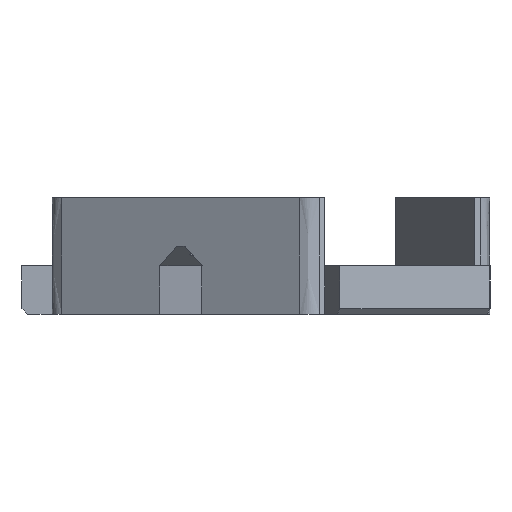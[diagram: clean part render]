
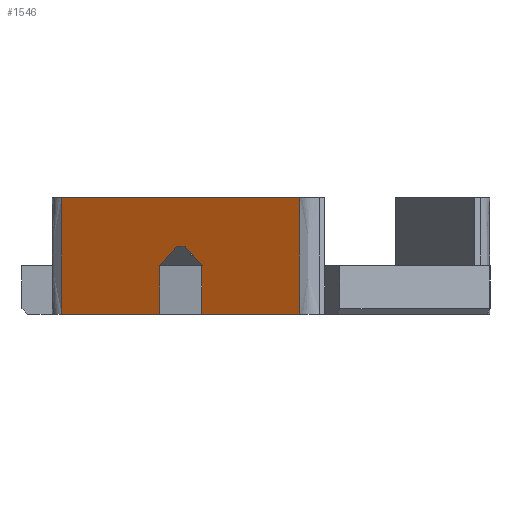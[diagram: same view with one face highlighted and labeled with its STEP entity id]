
A CAD part, left-side view. The second image highlights one B-rep face of the part: STEP entity #1546.
In plain terms, the highlighted planar face has unit normal (-0.866, 0.5, 0).
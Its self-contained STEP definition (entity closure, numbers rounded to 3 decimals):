
#45=B_SPLINE_CURVE_WITH_KNOTS('',3,(#2454,#2455,#2456,#2457),
 .UNSPECIFIED.,.F.,.F.,(4,4),(-0.7,0.5),.UNSPECIFIED.);
#46=B_SPLINE_CURVE_WITH_KNOTS('',3,(#2460,#2461,#2462,#2463),
 .UNSPECIFIED.,.F.,.F.,(4,4),(-0.5,0.7),.UNSPECIFIED.);
#147=FACE_OUTER_BOUND('',#234,.T.);
#234=EDGE_LOOP('',(#1229,#1230,#1231,#1232,#1233,#1234,#1235,#1236,#1237,
#1238));
#335=LINE('',#2267,#502);
#353=LINE('',#2351,#520);
#379=LINE('',#2412,#546);
#386=LINE('',#2426,#553);
#388=LINE('',#2434,#555);
#392=LINE('',#2441,#559);
#396=LINE('',#2448,#563);
#398=LINE('',#2459,#565);
#502=VECTOR('',#1867,10.);
#520=VECTOR('',#1885,10.);
#546=VECTOR('',#1925,10.);
#553=VECTOR('',#1938,10.);
#555=VECTOR('',#1944,10.);
#559=VECTOR('',#1952,10.);
#563=VECTOR('',#1958,10.);
#565=VECTOR('',#1966,10.);
#669=VERTEX_POINT('',#2264);
#670=VERTEX_POINT('',#2266);
#693=VERTEX_POINT('',#2342);
#694=VERTEX_POINT('',#2350);
#721=VERTEX_POINT('',#2409);
#722=VERTEX_POINT('',#2411);
#729=VERTEX_POINT('',#2431);
#730=VERTEX_POINT('',#2433);
#734=VERTEX_POINT('',#2453);
#735=VERTEX_POINT('',#2458);
#841=EDGE_CURVE('',#669,#670,#335,.T.);
#865=EDGE_CURVE('',#693,#694,#353,.T.);
#896=EDGE_CURVE('',#721,#722,#379,.T.);
#904=EDGE_CURVE('',#721,#694,#386,.T.);
#907=EDGE_CURVE('',#729,#730,#388,.T.);
#912=EDGE_CURVE('',#669,#730,#392,.T.);
#916=EDGE_CURVE('',#729,#722,#396,.T.);
#919=EDGE_CURVE('',#734,#693,#45,.T.);
#920=EDGE_CURVE('',#735,#734,#398,.T.);
#921=EDGE_CURVE('',#670,#735,#46,.T.);
#1229=ORIENTED_EDGE('',*,*,#912,.T.);
#1230=ORIENTED_EDGE('',*,*,#907,.F.);
#1231=ORIENTED_EDGE('',*,*,#916,.T.);
#1232=ORIENTED_EDGE('',*,*,#896,.F.);
#1233=ORIENTED_EDGE('',*,*,#904,.T.);
#1234=ORIENTED_EDGE('',*,*,#865,.F.);
#1235=ORIENTED_EDGE('',*,*,#919,.F.);
#1236=ORIENTED_EDGE('',*,*,#920,.F.);
#1237=ORIENTED_EDGE('',*,*,#921,.F.);
#1238=ORIENTED_EDGE('',*,*,#841,.F.);
#1478=PLANE('',#1672);
#1546=ADVANCED_FACE('',(#147),#1478,.T.);
#1672=AXIS2_PLACEMENT_3D('',#2452,#1964,#1965);
#1867=DIRECTION('',(0.5,0.866,0.));
#1885=DIRECTION('',(0.5,0.866,0.));
#1925=DIRECTION('',(0.354,0.612,0.707));
#1938=DIRECTION('',(0.,0.,-1.));
#1944=DIRECTION('',(0.354,0.612,-0.707));
#1952=DIRECTION('',(0.,0.,1.));
#1958=DIRECTION('',(-0.5,-0.866,0.));
#1964=DIRECTION('center_axis',(-0.866,0.5,0.));
#1965=DIRECTION('ref_axis',(0.5,0.866,0.));
#1966=DIRECTION('',(-0.5,-0.866,0.));
#2264=CARTESIAN_POINT('',(-1197.811,17.789,-5.));
#2266=CARTESIAN_POINT('',(-1191.998,27.856,-5.));
#2267=CARTESIAN_POINT('',(-1206.701,2.391,-5.));
#2342=CARTESIAN_POINT('',(-1206.123,3.391,-5.));
#2350=CARTESIAN_POINT('',(-1200.311,13.459,-5.));
#2351=CARTESIAN_POINT('',(-1206.701,2.391,-5.));
#2409=CARTESIAN_POINT('',(-1200.311,13.459,0.));
#2411=CARTESIAN_POINT('',(-1199.311,15.191,2.));
#2412=CARTESIAN_POINT('',(-1201.658,11.125,-2.695));
#2426=CARTESIAN_POINT('',(-1200.311,13.459,1.));
#2431=CARTESIAN_POINT('',(-1198.811,16.057,2.));
#2433=CARTESIAN_POINT('',(-1197.811,17.789,0.));
#2434=CARTESIAN_POINT('',(-1200.283,13.506,4.945));
#2441=CARTESIAN_POINT('',(-1197.811,17.789,-2.5));
#2448=CARTESIAN_POINT('',(-1202.256,10.09,2.));
#2452=CARTESIAN_POINT('Origin',(-1206.701,2.391,0.));
#2453=CARTESIAN_POINT('',(-1206.123,3.391,7.));
#2454=CARTESIAN_POINT('Ctrl Pts',(-1206.123,3.391,7.));
#2455=CARTESIAN_POINT('Ctrl Pts',(-1206.123,3.391,3.));
#2456=CARTESIAN_POINT('Ctrl Pts',(-1206.123,3.391,-1.));
#2457=CARTESIAN_POINT('Ctrl Pts',(-1206.123,3.391,-5.));
#2458=CARTESIAN_POINT('',(-1191.998,27.856,7.));
#2459=CARTESIAN_POINT('',(-1191.421,28.856,7.));
#2460=CARTESIAN_POINT('Ctrl Pts',(-1191.998,27.856,-5.));
#2461=CARTESIAN_POINT('Ctrl Pts',(-1191.998,27.856,-1.));
#2462=CARTESIAN_POINT('Ctrl Pts',(-1191.998,27.856,3.));
#2463=CARTESIAN_POINT('Ctrl Pts',(-1191.998,27.856,7.));
